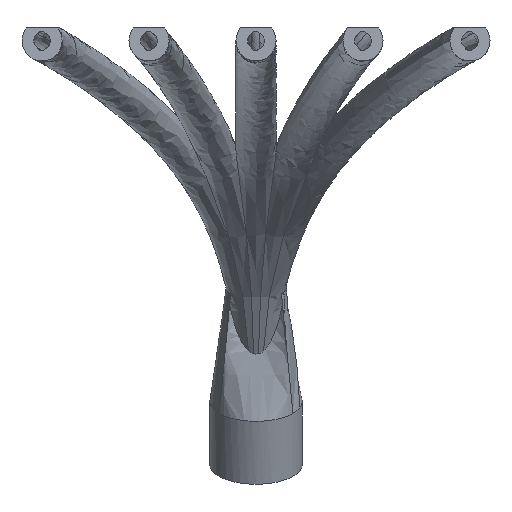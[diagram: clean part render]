
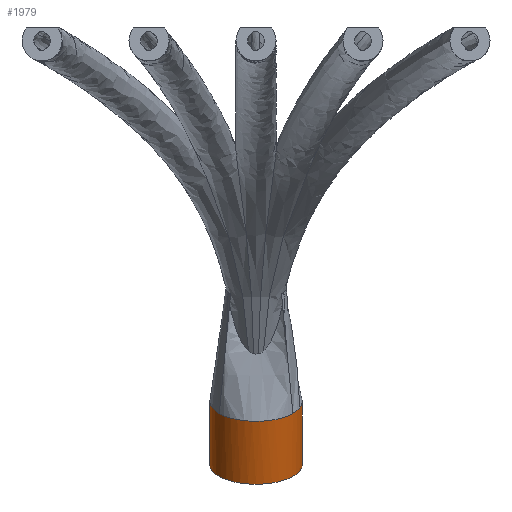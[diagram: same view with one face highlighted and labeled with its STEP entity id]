
A CAD part, front view. The second image highlights one B-rep face of the part: STEP entity #1979.
In plain terms, the highlighted cylindrical face has radius 6 mm (diameter 12 mm), a full revolution.
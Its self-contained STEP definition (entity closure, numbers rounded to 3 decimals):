
#198=FACE_OUTER_BOUND('',#316,.T.);
#316=EDGE_LOOP('',(#1727,#1728,#1729,#1730,#1731,#1732,#1733,#1734,#1735,
#1736));
#367=CIRCLE('',#2076,6.);
#368=CIRCLE('',#2077,6.);
#369=CIRCLE('',#2078,6.);
#370=CIRCLE('',#2079,6.);
#371=CIRCLE('',#2080,6.);
#372=CIRCLE('',#2081,6.);
#373=CIRCLE('',#2082,6.);
#374=CIRCLE('',#2083,6.);
#654=LINE('',#7516,#710);
#710=VECTOR('',#2250,6.);
#884=VERTEX_POINT('',#7513);
#885=VERTEX_POINT('',#7515);
#886=VERTEX_POINT('',#7517);
#887=VERTEX_POINT('',#7519);
#888=VERTEX_POINT('',#7521);
#889=VERTEX_POINT('',#7523);
#890=VERTEX_POINT('',#7525);
#891=VERTEX_POINT('',#7527);
#1176=EDGE_CURVE('',#884,#884,#367,.T.);
#1177=EDGE_CURVE('',#884,#885,#654,.T.);
#1178=EDGE_CURVE('',#886,#885,#368,.T.);
#1179=EDGE_CURVE('',#887,#886,#369,.T.);
#1180=EDGE_CURVE('',#888,#887,#370,.T.);
#1181=EDGE_CURVE('',#889,#888,#371,.T.);
#1182=EDGE_CURVE('',#890,#889,#372,.T.);
#1183=EDGE_CURVE('',#891,#890,#373,.T.);
#1184=EDGE_CURVE('',#885,#891,#374,.T.);
#1727=ORIENTED_EDGE('',*,*,#1176,.F.);
#1728=ORIENTED_EDGE('',*,*,#1177,.T.);
#1729=ORIENTED_EDGE('',*,*,#1178,.F.);
#1730=ORIENTED_EDGE('',*,*,#1179,.F.);
#1731=ORIENTED_EDGE('',*,*,#1180,.F.);
#1732=ORIENTED_EDGE('',*,*,#1181,.F.);
#1733=ORIENTED_EDGE('',*,*,#1182,.F.);
#1734=ORIENTED_EDGE('',*,*,#1183,.F.);
#1735=ORIENTED_EDGE('',*,*,#1184,.F.);
#1736=ORIENTED_EDGE('',*,*,#1177,.F.);
#1894=CYLINDRICAL_SURFACE('',#2075,6.);
#1979=ADVANCED_FACE('',(#198),#1894,.T.);
#2075=AXIS2_PLACEMENT_3D('',#7512,#2246,#2247);
#2076=AXIS2_PLACEMENT_3D('',#7514,#2248,#2249);
#2077=AXIS2_PLACEMENT_3D('',#7518,#2251,#2252);
#2078=AXIS2_PLACEMENT_3D('',#7520,#2253,#2254);
#2079=AXIS2_PLACEMENT_3D('',#7522,#2255,#2256);
#2080=AXIS2_PLACEMENT_3D('',#7524,#2257,#2258);
#2081=AXIS2_PLACEMENT_3D('',#7526,#2259,#2260);
#2082=AXIS2_PLACEMENT_3D('',#7528,#2261,#2262);
#2083=AXIS2_PLACEMENT_3D('',#7529,#2263,#2264);
#2246=DIRECTION('center_axis',(0.,0.423,-0.906));
#2247=DIRECTION('ref_axis',(-1.,0.,0.));
#2248=DIRECTION('center_axis',(0.,0.423,-0.906));
#2249=DIRECTION('ref_axis',(-1.,0.,0.));
#2250=DIRECTION('',(0.,-0.423,0.906));
#2251=DIRECTION('center_axis',(0.,-0.423,
0.906));
#2252=DIRECTION('ref_axis',(1.,0.,0.));
#2253=DIRECTION('center_axis',(0.,-0.423,
0.906));
#2254=DIRECTION('ref_axis',(1.,0.,0.));
#2255=DIRECTION('center_axis',(0.,-0.423,
0.906));
#2256=DIRECTION('ref_axis',(1.,0.,0.));
#2257=DIRECTION('center_axis',(0.,-0.423,
0.906));
#2258=DIRECTION('ref_axis',(1.,0.,0.));
#2259=DIRECTION('center_axis',(0.,-0.423,
0.906));
#2260=DIRECTION('ref_axis',(1.,0.,0.));
#2261=DIRECTION('center_axis',(0.,-0.423,
0.906));
#2262=DIRECTION('ref_axis',(1.,0.,0.));
#2263=DIRECTION('center_axis',(0.,-0.423,
0.906));
#2264=DIRECTION('ref_axis',(1.,0.,0.));
#7512=CARTESIAN_POINT('Origin',(27.75,92.113,-49.532));
#7513=CARTESIAN_POINT('',(33.75,94.649,-54.969));
#7514=CARTESIAN_POINT('Origin',(27.75,94.649,-54.969));
#7515=CARTESIAN_POINT('',(33.75,90.845,-46.813));
#7516=CARTESIAN_POINT('',(33.75,92.113,-49.532));
#7517=CARTESIAN_POINT('',(32.536,87.566,-48.342));
#7518=CARTESIAN_POINT('Origin',(27.75,90.845,-46.813));
#7519=CARTESIAN_POINT('',(22.986,87.539,-48.354));
#7520=CARTESIAN_POINT('Origin',(27.75,90.845,-46.813));
#7521=CARTESIAN_POINT('',(27.389,96.273,-44.282));
#7522=CARTESIAN_POINT('Origin',(27.75,90.845,-46.813));
#7523=CARTESIAN_POINT('',(27.582,96.281,-44.278));
#7524=CARTESIAN_POINT('Origin',(27.75,90.845,-46.813));
#7525=CARTESIAN_POINT('',(27.881,96.282,-44.278));
#7526=CARTESIAN_POINT('Origin',(27.75,90.845,-46.813));
#7527=CARTESIAN_POINT('',(28.074,96.275,-44.281));
#7528=CARTESIAN_POINT('Origin',(27.75,90.845,-46.813));
#7529=CARTESIAN_POINT('Origin',(27.75,90.845,-46.813));
